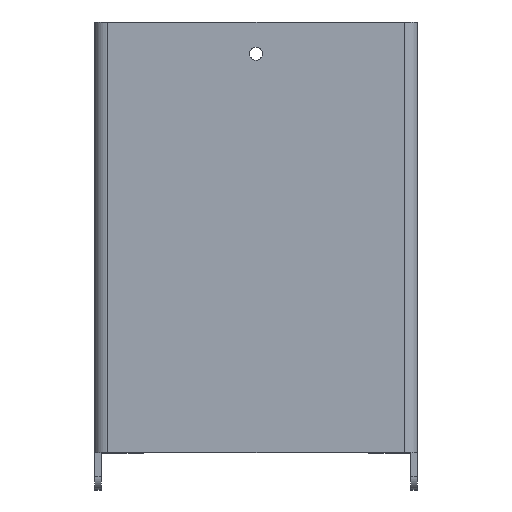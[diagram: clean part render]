
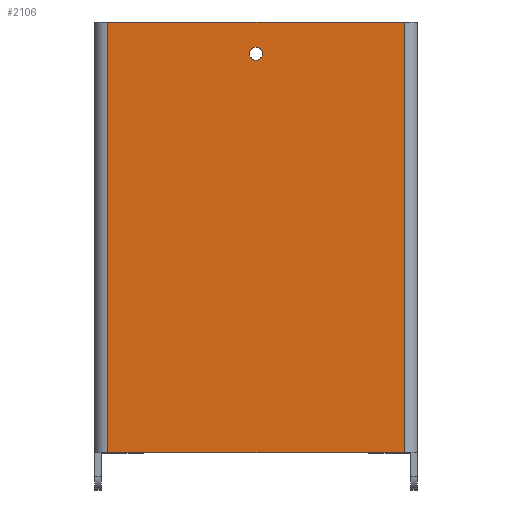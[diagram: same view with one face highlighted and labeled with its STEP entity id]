
A CAD part, top view. The second image highlights one B-rep face of the part: STEP entity #2106.
In plain terms, the highlighted planar face has unit normal (0, 0, 1).
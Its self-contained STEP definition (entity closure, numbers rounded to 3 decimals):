
#25=FACE_BOUND('',#313,.T.);
#80=PLANE('',#2316);
#188=FACE_OUTER_BOUND('',#312,.T.);
#312=EDGE_LOOP('',(#1870,#1871,#1872,#1873));
#313=EDGE_LOOP('',(#1874,#1875));
#532=LINE('',#3534,#744);
#533=LINE('',#3537,#745);
#534=LINE('',#3539,#746);
#535=LINE('',#3540,#747);
#744=VECTOR('',#2892,10.);
#745=VECTOR('',#2895,10.);
#746=VECTOR('',#2896,10.);
#747=VECTOR('',#2897,10.);
#765=CIRCLE('',#2146,1.55);
#766=CIRCLE('',#2147,1.55);
#859=VERTEX_POINT('',#2987);
#860=VERTEX_POINT('',#2989);
#1041=VERTEX_POINT('',#3530);
#1042=VERTEX_POINT('',#3532);
#1043=VERTEX_POINT('',#3536);
#1044=VERTEX_POINT('',#3538);
#1054=EDGE_CURVE('',#860,#859,#765,.T.);
#1055=EDGE_CURVE('',#859,#860,#766,.T.);
#1326=EDGE_CURVE('',#1042,#1041,#532,.T.);
#1327=EDGE_CURVE('',#1043,#1042,#533,.T.);
#1328=EDGE_CURVE('',#1044,#1043,#534,.T.);
#1329=EDGE_CURVE('',#1041,#1044,#535,.T.);
#1870=ORIENTED_EDGE('',*,*,#1326,.F.);
#1871=ORIENTED_EDGE('',*,*,#1327,.F.);
#1872=ORIENTED_EDGE('',*,*,#1328,.F.);
#1873=ORIENTED_EDGE('',*,*,#1329,.F.);
#1874=ORIENTED_EDGE('',*,*,#1054,.T.);
#1875=ORIENTED_EDGE('',*,*,#1055,.T.);
#2106=ADVANCED_FACE('',(#188,#25),#80,.T.);
#2146=AXIS2_PLACEMENT_3D('',#2990,#2360,#2361);
#2147=AXIS2_PLACEMENT_3D('',#2991,#2362,#2363);
#2316=AXIS2_PLACEMENT_3D('',#3535,#2893,#2894);
#2360=DIRECTION('center_axis',(0.,0.,-1.));
#2361=DIRECTION('ref_axis',(-1.,0.,0.));
#2362=DIRECTION('center_axis',(0.,0.,-1.));
#2363=DIRECTION('ref_axis',(-1.,0.,0.));
#2892=DIRECTION('',(0.,-1.,0.));
#2893=DIRECTION('center_axis',(0.,0.,1.));
#2894=DIRECTION('ref_axis',(-1.,0.,0.));
#2895=DIRECTION('',(1.,0.,0.));
#2896=DIRECTION('',(0.,1.,0.));
#2897=DIRECTION('',(-1.,0.,0.));
#2987=CARTESIAN_POINT('',(129.825,462.4,79.));
#2989=CARTESIAN_POINT('',(126.725,462.4,79.));
#2990=CARTESIAN_POINT('Origin',(128.275,462.4,79.));
#2991=CARTESIAN_POINT('Origin',(128.275,462.4,79.));
#3530=CARTESIAN_POINT('',(163.7,367.,79.));
#3532=CARTESIAN_POINT('',(163.7,470.,79.));
#3534=CARTESIAN_POINT('',(163.7,470.,79.));
#3535=CARTESIAN_POINT('Origin',(165.3,470.,79.));
#3536=CARTESIAN_POINT('',(92.85,470.,79.));
#3537=CARTESIAN_POINT('',(91.25,470.,79.));
#3538=CARTESIAN_POINT('',(92.85,367.,79.));
#3539=CARTESIAN_POINT('',(92.85,470.,79.));
#3540=CARTESIAN_POINT('',(91.25,367.,79.));
